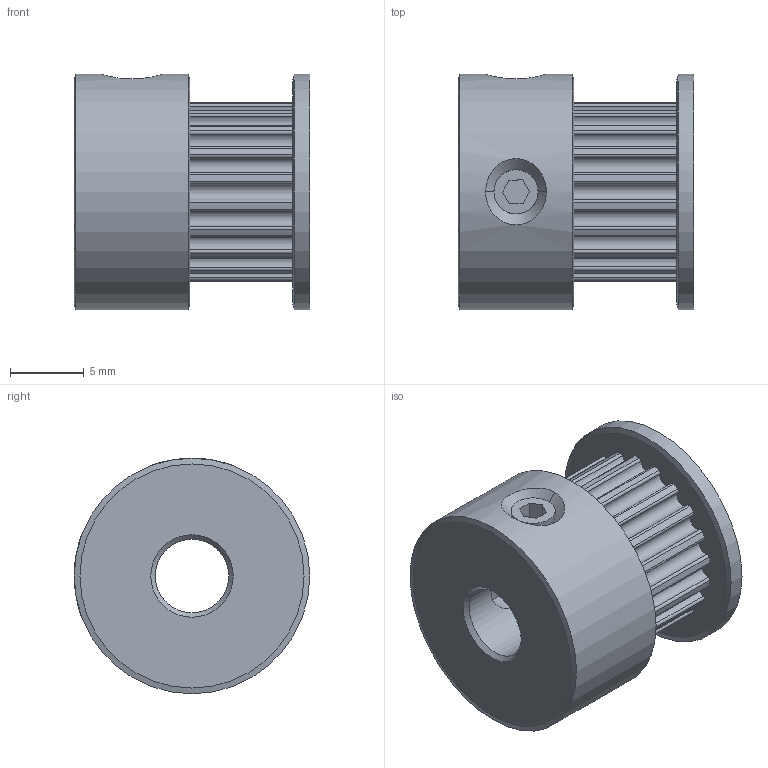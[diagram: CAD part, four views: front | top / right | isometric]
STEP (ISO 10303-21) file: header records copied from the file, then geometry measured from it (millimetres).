
FILE_DESCRIPTION(/* description */ (''),/* implementation_level */ '2;1');
FILE_NAME(/* name */ 'GT2 20T 6mm.stp',/* time_stamp */ '2024-08-17T18:44:25-06:00',/* author */ ('PC'),/* organization */ (''),/* preprocessor_version */ 'ST-DEVELOPER v20',/* originating_system */ 'Autodesk Inventor 2025',/* authorisation */ '');
FILE_SCHEMA (('AUTOMOTIVE_DESIGN { 1 0 10303 214 3 1 1 }'));
Length unit declared in the file: millimetre
Products named in the file (1): GT2 20T 6mm
Bounding box: 16 x 16 x 16 mm (x, y, z)
Volume: 2172.8 mm3; surface area: 1831.3 mm2
Topology: 3 solids, 3 shells, 121 faces, 331 edges, 220 vertices
Faces by surface type: cylinder 87, plane 23, cone 7, bspline 4
Full cylindrical faces by diameter (mm): 3 x4, 5 x1, 16 x2
Entity records: 5790 total; most frequent: CARTESIAN_POINT 2501, DIRECTION 735, ORIENTED_EDGE 662, EDGE_CURVE 331, AXIS2_PLACEMENT_3D 300, VERTEX_POINT 220, CIRCLE 182, LINE 135
